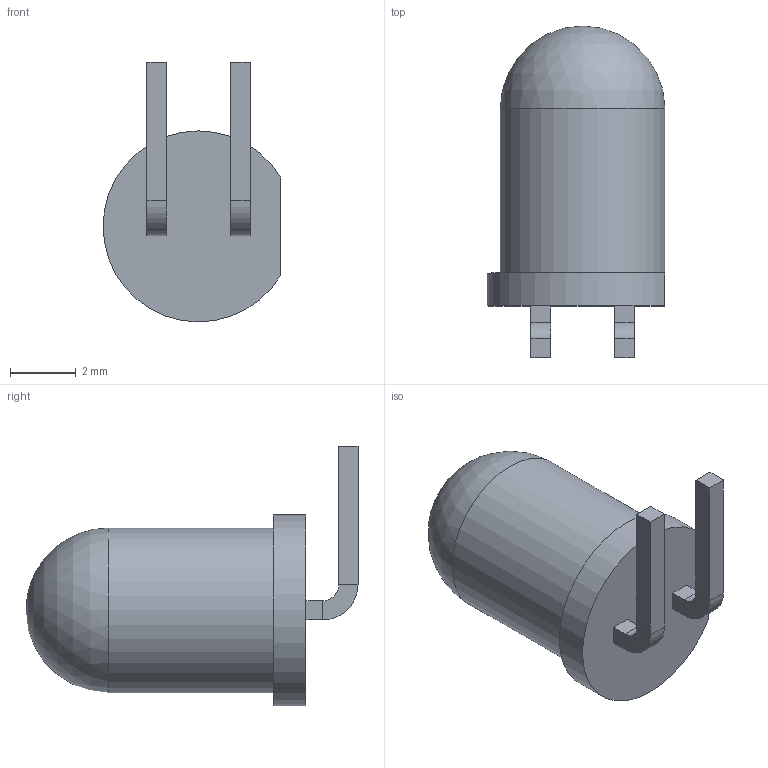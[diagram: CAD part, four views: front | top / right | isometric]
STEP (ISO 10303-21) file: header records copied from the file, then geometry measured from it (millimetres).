
FILE_DESCRIPTION(('FreeCAD Model'),'2;1');
FILE_NAME('Open CASCADE Shape Model','2021-08-17T22:34:54',( 'kicad StepUp'),('ksu MCAD'),'Open CASCADE STEP processor 7.4', 'FreeCAD','Unknown');
FILE_SCHEMA(('CONFIG_CONTROL_DESIGN','SHAPE_APPEARANCE_LAYER_MIM'));
Length unit declared in the file: millimetre
Products named in the file (1): Led5mm_right
Bounding box: 5.4 x 10.08 x 7.89 mm (x, y, z)
Volume: 160.7 mm3; surface area: 196.9 mm2
Topology: 3 solids, 3 shells, 34 faces, 69 edges, 40 vertices
Faces by surface type: plane 27, cylinder 6, sphere 1
Full cylindrical faces by diameter (mm): 5 x1
Entity records: 1175 total; most frequent: DIRECTION 152, CARTESIAN_POINT 143, ORIENTED_EDGE 136, EDGE_CURVE 68, LINE 54, VECTOR 54, AXIS2_PLACEMENT_3D 49, VERTEX_POINT 40
